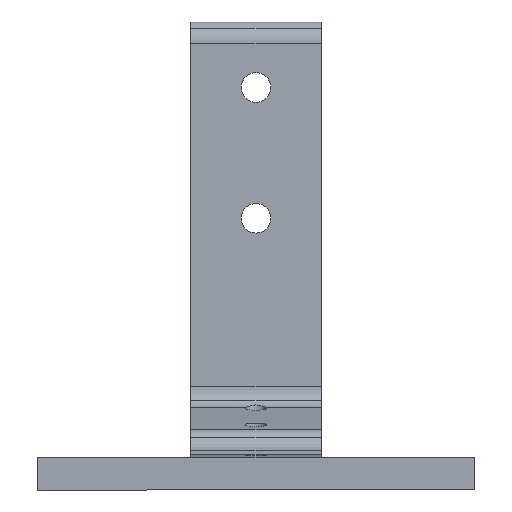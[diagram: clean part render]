
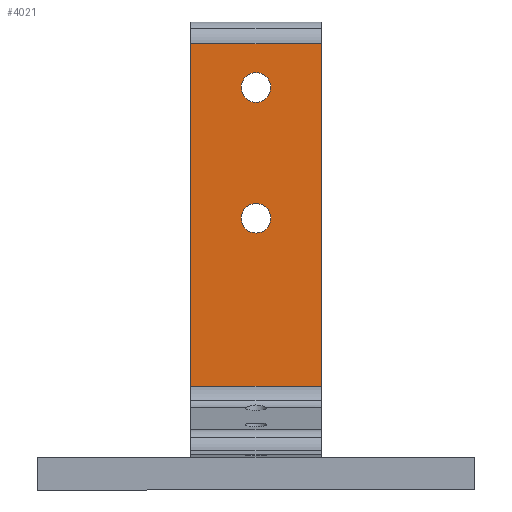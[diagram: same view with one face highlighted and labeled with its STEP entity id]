
A CAD part, left-side view. The second image highlights one B-rep face of the part: STEP entity #4021.
In plain terms, the highlighted planar face has unit normal (-1, 0, 0).
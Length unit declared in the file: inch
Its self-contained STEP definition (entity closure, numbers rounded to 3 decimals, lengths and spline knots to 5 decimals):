
#3536=CARTESIAN_POINT('',(-0.25,1.5,5.125));
#3537=VERTEX_POINT('',#3536);
#3545=CARTESIAN_POINT('',(-0.25,0.0,5.125));
#3546=VERTEX_POINT('',#3545);
#3547=CARTESIAN_POINT('',(-0.25,1.5,5.125));
#3548=DIRECTION('',(0.0,-1.0,0.0));
#3549=VECTOR('',#3548,1.5);
#3550=LINE('',#3547,#3549);
#3551=EDGE_CURVE('',#3537,#3546,#3550,.T.);
#3751=CARTESIAN_POINT('',(-0.25,0.58,4.625));
#3752=VERTEX_POINT('',#3751);
#3761=CARTESIAN_POINT('',(-0.25,0.92,4.625));
#3762=VERTEX_POINT('',#3761);
#3763=CARTESIAN_POINT('',(-0.25,0.75,4.625));
#3764=DIRECTION('',(1.0,0.0,0.0));
#3765=DIRECTION('',(0.0,-1.0,0.0));
#3766=AXIS2_PLACEMENT_3D('',#3763,#3764,#3765);
#3767=CIRCLE('',#3766,0.17);
#3768=EDGE_CURVE('',#3762,#3752,#3767,.T.);
#3793=CARTESIAN_POINT('',(-0.25,0.58,3.125));
#3794=VERTEX_POINT('',#3793);
#3803=CARTESIAN_POINT('',(-0.25,0.92,3.125));
#3804=VERTEX_POINT('',#3803);
#3805=CARTESIAN_POINT('',(-0.25,0.75,3.125));
#3806=DIRECTION('',(1.0,0.0,0.0));
#3807=DIRECTION('',(0.0,-1.0,0.0));
#3808=AXIS2_PLACEMENT_3D('',#3805,#3806,#3807);
#3809=CIRCLE('',#3808,0.17);
#3810=EDGE_CURVE('',#3804,#3794,#3809,.T.);
#3844=CARTESIAN_POINT('',(-0.25,0.75,3.125));
#3845=DIRECTION('',(1.0,0.0,0.0));
#3846=DIRECTION('',(0.0,-1.0,0.0));
#3847=AXIS2_PLACEMENT_3D('',#3844,#3845,#3846);
#3848=CIRCLE('',#3847,0.17);
#3849=EDGE_CURVE('',#3794,#3804,#3848,.T.);
#3868=CARTESIAN_POINT('',(-0.25,0.75,4.625));
#3869=DIRECTION('',(1.0,0.0,0.0));
#3870=DIRECTION('',(0.0,-1.0,0.0));
#3871=AXIS2_PLACEMENT_3D('',#3868,#3869,#3870);
#3872=CIRCLE('',#3871,0.17);
#3873=EDGE_CURVE('',#3752,#3762,#3872,.T.);
#3965=CARTESIAN_POINT('',(-0.25,0.0,1.20108));
#3966=VERTEX_POINT('',#3965);
#3974=CARTESIAN_POINT('',(-0.25,1.5,1.20108));
#3975=VERTEX_POINT('',#3974);
#3976=CARTESIAN_POINT('',(-0.25,1.5,1.20108));
#3977=DIRECTION('',(0.0,-1.0,0.0));
#3978=VECTOR('',#3977,1.5);
#3979=LINE('',#3976,#3978);
#3980=EDGE_CURVE('',#3975,#3966,#3979,.T.);
#3992=CARTESIAN_POINT('',(-0.25,1.575,5.3212));
#3993=DIRECTION('',(-1.0,0.0,0.0));
#3994=DIRECTION('',(0.0,0.0,1.0));
#3995=AXIS2_PLACEMENT_3D('',#3992,#3993,#3994);
#3996=PLANE('',#3995);
#3997=CARTESIAN_POINT('',(-0.25,0.0,1.20108));
#3998=DIRECTION('',(0.0,0.0,1.0));
#3999=VECTOR('',#3998,3.92392);
#4000=LINE('',#3997,#3999);
#4001=EDGE_CURVE('',#3966,#3546,#4000,.T.);
#4002=ORIENTED_EDGE('',*,*,#4001,.T.);
#4003=ORIENTED_EDGE('',*,*,#3551,.F.);
#4004=CARTESIAN_POINT('',(-0.25,1.5,1.20108));
#4005=DIRECTION('',(0.0,0.0,1.0));
#4006=VECTOR('',#4005,3.92392);
#4007=LINE('',#4004,#4006);
#4008=EDGE_CURVE('',#3975,#3537,#4007,.T.);
#4009=ORIENTED_EDGE('',*,*,#4008,.F.);
#4010=ORIENTED_EDGE('',*,*,#3980,.T.);
#4011=EDGE_LOOP('',(#4002,#4003,#4009,#4010));
#4012=FACE_OUTER_BOUND('',#4011,.T.);
#4013=ORIENTED_EDGE('',*,*,#3849,.T.);
#4014=ORIENTED_EDGE('',*,*,#3810,.T.);
#4015=EDGE_LOOP('',(#4013,#4014));
#4016=FACE_BOUND('',#4015,.T.);
#4017=ORIENTED_EDGE('',*,*,#3873,.T.);
#4018=ORIENTED_EDGE('',*,*,#3768,.T.);
#4019=EDGE_LOOP('',(#4017,#4018));
#4020=FACE_BOUND('',#4019,.T.);
#4021=ADVANCED_FACE('',(#4012,#4016,#4020),#3996,.T.);
